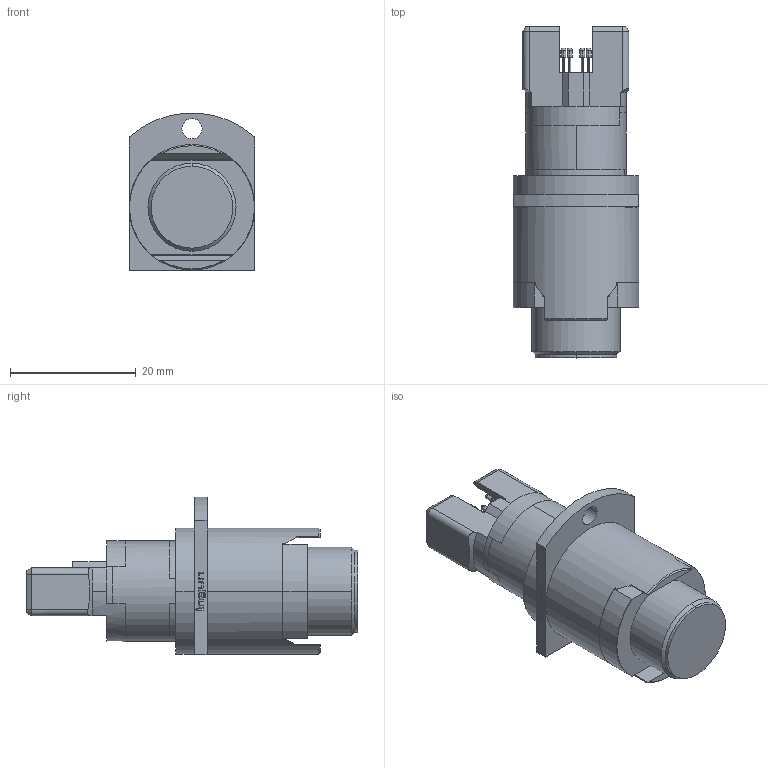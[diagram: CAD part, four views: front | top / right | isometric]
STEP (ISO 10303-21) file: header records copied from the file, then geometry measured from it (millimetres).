
FILE_DESCRIPTION (( 'STEP AP203' ), '1' );
FILE_NAME ('INGUN_HFS-821_305_080_A_xx05_MX62.STEP', '2022-05-04T08:48:30', ( 'ochi' ), ( '' ), 'SwSTEP 2.0', 'SolidWorks 2018', '' );
FILE_SCHEMA (( 'CONFIG_CONTROL_DESIGN' ));
Length unit declared in the file: millimetre
Products named in the file (1): INGUN_HFS-821_305_080_A_xx05_MX62
Bounding box: 20 x 52.8 x 25.05 mm (x, y, z)
Volume: 11206.1 mm3; surface area: 4302.6 mm2
Topology: 1 solids, 1 shells, 307 faces, 812 edges, 518 vertices
Faces by surface type: plane 138, cylinder 94, sphere 28, bspline 22, cone 21, torus 4
Entity records: 9933 total; most frequent: CARTESIAN_POINT 2491, ORIENTED_EDGE 1568, DIRECTION 1486, EDGE_CURVE 784, AXIS2_PLACEMENT_3D 559, VERTEX_POINT 518, VECTOR 368, LINE 368
